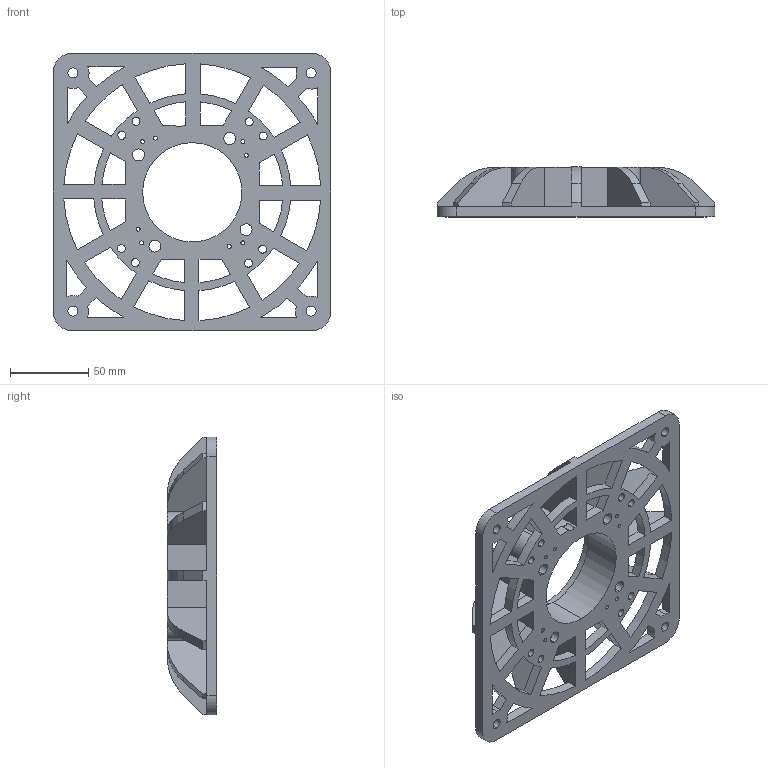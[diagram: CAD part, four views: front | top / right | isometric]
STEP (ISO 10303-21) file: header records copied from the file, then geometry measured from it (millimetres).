
FILE_DESCRIPTION (( 'STEP AP203' ), '1' );
FILE_NAME ('J1 Base.STEP', '2016-07-29T00:11:57', ( '' ), ( '' ), 'SwSTEP 2.0', 'SolidWorks 2015', '' );
FILE_SCHEMA (( 'CONFIG_CONTROL_DESIGN' ));
Length unit declared in the file: inch
Products named in the file (1): J1 Base
Bounding box: 177.8 x 31.75 x 177.8 mm (x, y, z)
Volume: 252731.2 mm3; surface area: 94592.1 mm2
Topology: 1 solids, 1 shells, 271 faces, 792 edges, 528 vertices
Faces by surface type: plane 140, cylinder 131
Entity records: 9339 total; most frequent: DIRECTION 1598, CARTESIAN_POINT 1592, ORIENTED_EDGE 1584, EDGE_CURVE 792, AXIS2_PLACEMENT_3D 534, VECTOR 530, LINE 530, VERTEX_POINT 528
